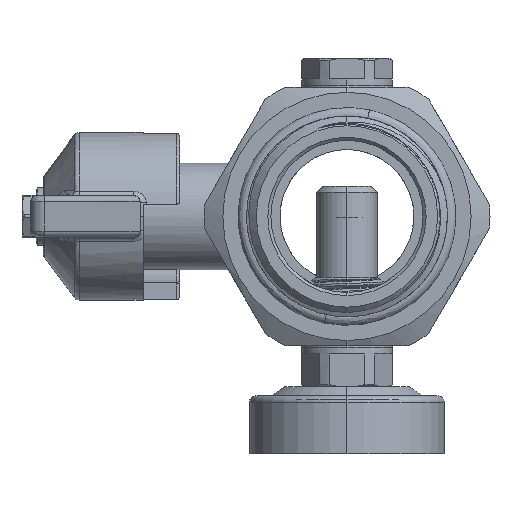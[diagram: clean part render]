
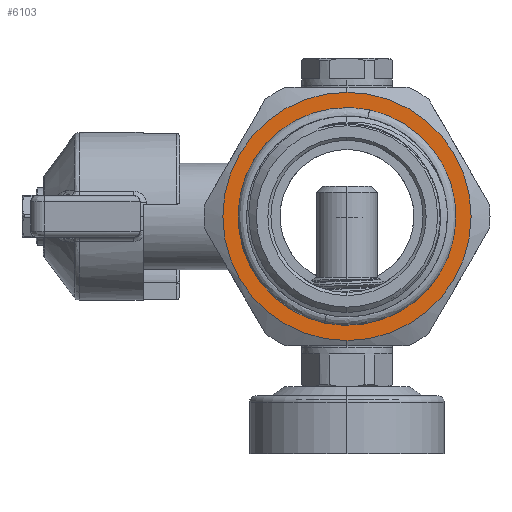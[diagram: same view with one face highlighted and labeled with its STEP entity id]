
A CAD part, left-side view. The second image highlights one B-rep face of the part: STEP entity #6103.
In plain terms, the highlighted planar face has unit normal (-1, 0, 0).
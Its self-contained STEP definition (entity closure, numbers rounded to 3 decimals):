
#795 = DIRECTION ( 'NONE',  ( 0., 0., 1. ) ) ;
#6103 = ADVANCED_FACE ( 'NONE', ( #56944, #12206 ), #6422, .F. ) ;
#6422 = PLANE ( 'NONE',  #74760 ) ;
#6958 = DIRECTION ( 'NONE',  ( 0., 0., -1. ) ) ;
#7321 = ORIENTED_EDGE ( 'NONE', *, *, #56072, .F. ) ;
#7398 = AXIS2_PLACEMENT_3D ( 'NONE', #49602, #62058, #24886 ) ;
#12206 = FACE_OUTER_BOUND ( 'NONE', #48386, .T. ) ;
#15435 = DIRECTION ( 'NONE',  ( 0., 0., 1. ) ) ;
#18633 = DIRECTION ( 'NONE',  ( 1., 0., 0. ) ) ;
#19766 = CARTESIAN_POINT ( 'NONE',  ( 0., 0., 0. ) ) ;
#21270 = CARTESIAN_POINT ( 'NONE',  ( 0., 0., 17.35 ) ) ;
#22430 = AXIS2_PLACEMENT_3D ( 'NONE', #19766, #56143, #795 ) ;
#22599 = EDGE_LOOP ( 'NONE', ( #72880, #62227 ) ) ;
#23044 = AXIS2_PLACEMENT_3D ( 'NONE', #65601, #71800, #34703 ) ;
#24835 = CIRCLE ( 'NONE', #7398, 20.4 ) ;
#24886 = DIRECTION ( 'NONE',  ( 0., 0., 1. ) ) ;
#25339 = VERTEX_POINT ( 'NONE', #21270 ) ;
#31590 = EDGE_CURVE ( 'NONE', #68322, #38450, #50974, .T. ) ;
#34703 = DIRECTION ( 'NONE',  ( 0., 0., 1. ) ) ;
#36662 = CARTESIAN_POINT ( 'NONE',  ( 0., 0., -17.35 ) ) ;
#37654 = CARTESIAN_POINT ( 'NONE',  ( 0., -20.645, 20.645 ) ) ;
#38450 = VERTEX_POINT ( 'NONE', #41819 ) ;
#40411 = CARTESIAN_POINT ( 'NONE',  ( 0., 0., 0. ) ) ;
#40940 = DIRECTION ( 'NONE',  ( -1., 0., 0. ) ) ;
#41819 = CARTESIAN_POINT ( 'NONE',  ( 0., 0., -20.4 ) ) ;
#48386 = EDGE_LOOP ( 'NONE', ( #71361, #7321 ) ) ;
#49602 = CARTESIAN_POINT ( 'NONE',  ( 0., 0., 0. ) ) ;
#50426 = VERTEX_POINT ( 'NONE', #36662 ) ;
#50974 = CIRCLE ( 'NONE', #22430, 20.4 ) ;
#56072 = EDGE_CURVE ( 'NONE', #38450, #68322, #24835, .T. ) ;
#56143 = DIRECTION ( 'NONE',  ( 1., 0., 0. ) ) ;
#56944 = FACE_BOUND ( 'NONE', #22599, .T. ) ;
#57305 = EDGE_CURVE ( 'NONE', #50426, #25339, #66433, .T. ) ;
#58697 = EDGE_CURVE ( 'NONE', #25339, #50426, #79844, .T. ) ;
#62058 = DIRECTION ( 'NONE',  ( 1., 0., 0. ) ) ;
#62227 = ORIENTED_EDGE ( 'NONE', *, *, #57305, .F. ) ;
#65601 = CARTESIAN_POINT ( 'NONE',  ( 0., 0., 0. ) ) ;
#66433 = CIRCLE ( 'NONE', #23044, 17.35 ) ;
#68322 = VERTEX_POINT ( 'NONE', #69572 ) ;
#69572 = CARTESIAN_POINT ( 'NONE',  ( 0., 0., 20.4 ) ) ;
#71361 = ORIENTED_EDGE ( 'NONE', *, *, #31590, .F. ) ;
#71800 = DIRECTION ( 'NONE',  ( -1., 0., 0. ) ) ;
#72424 = AXIS2_PLACEMENT_3D ( 'NONE', #40411, #40940, #15435 ) ;
#72880 = ORIENTED_EDGE ( 'NONE', *, *, #58697, .F. ) ;
#74760 = AXIS2_PLACEMENT_3D ( 'NONE', #37654, #18633, #6958 ) ;
#79844 = CIRCLE ( 'NONE', #72424, 17.35 ) ;
